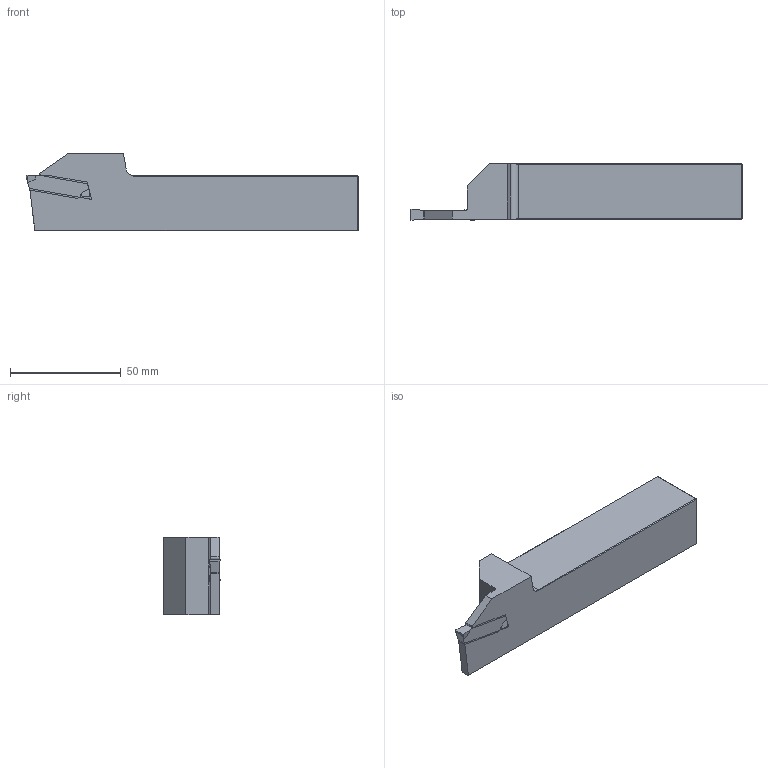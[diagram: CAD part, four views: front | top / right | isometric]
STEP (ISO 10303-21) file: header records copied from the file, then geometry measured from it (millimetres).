
FILE_DESCRIPTION(/* description */ (''),/* implementation_level */ '2;1');
FILE_NAME(/* name */ 'ADKT-H-R-2525-5-T25.stp',/* time_stamp */ '2023-10-26T22:17:30+03:00',/* author */ (''),/* organization */ (''),/* preprocessor_version */ 'ST-DEVELOPER v19.4',/* originating_system */ 'SIEMENS PLM Software NX2306.3001',/* authorisation */ '');
FILE_SCHEMA (('AUTOMOTIVE_DESIGN { 1 0 10303 214 3 1 1 1 }'));
Length unit declared in the file: millimetre
Products named in the file (1): ADKT-H-R-2525-5-T25-light
Bounding box: 149.95 x 25.47 x 35 mm (x, y, z)
Volume: 83500.1 mm3; surface area: 16248.3 mm2
Topology: 2 solids, 2 shells, 58 faces, 148 edges, 94 vertices
Faces by surface type: plane 50, cylinder 8
Entity records: 1909 total; most frequent: CARTESIAN_POINT 301, ORIENTED_EDGE 296, DIRECTION 284, EDGE_CURVE 148, LINE 130, VECTOR 130, VERTEX_POINT 94, AXIS2_PLACEMENT_3D 77
